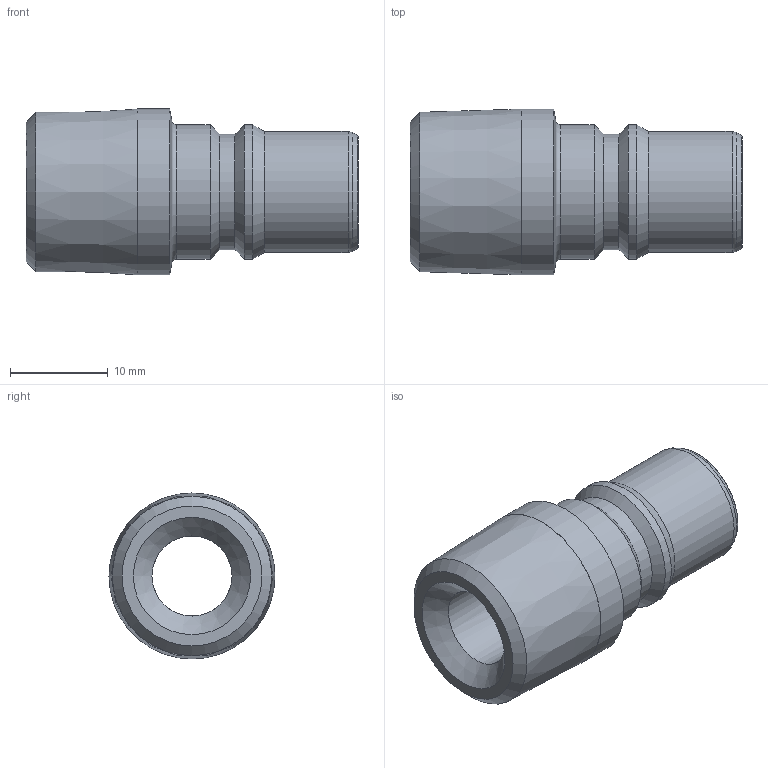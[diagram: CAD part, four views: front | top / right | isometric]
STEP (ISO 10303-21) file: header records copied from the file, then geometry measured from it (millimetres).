
FILE_DESCRIPTION(/* description */ ('STECKNIPPEL'),/* implementation_level */ '2;1');
FILE_NAME(/* name */ 'ESF 38 NAR.stp',/* time_stamp */ '2024-11-06T11:48:17+01:00',/* author */ (''),/* organization */ (''),/* preprocessor_version */ 'ST-DEVELOPER v18.1',/* originating_system */ 'Autodesk Inventor 2022',/* authorisation */ '');
FILE_SCHEMA (('AUTOMOTIVE_DESIGN { 1 0 10303 214 3 1 1 }'));
Length unit declared in the file: millimetre
Products named in the file (2): ESF 38 NAR; LUE_00044655
Assembly tree (1 placements, depth 2):
  ESF 38 NAR
    LUE_00044655
Bounding box: 34 x 17 x 17 mm (x, y, z)
Volume: 3461.3 mm3; surface area: 2766.7 mm2
Topology: 1 solids, 1 shells, 40 faces, 100 edges, 63 vertices
Faces by surface type: plane 21, cone 9, cylinder 7, torus 3
Full cylindrical faces by diameter (mm): 8.2 x1, 9.5 x1, 11.85 x1, 12.4 x1, 13.75 x2, 17 x1
Entity records: 1290 total; most frequent: CARTESIAN_POINT 230, DIRECTION 216, ORIENTED_EDGE 200, EDGE_CURVE 100, AXIS2_PLACEMENT_3D 85, VERTEX_POINT 63, LINE 46, VECTOR 46
